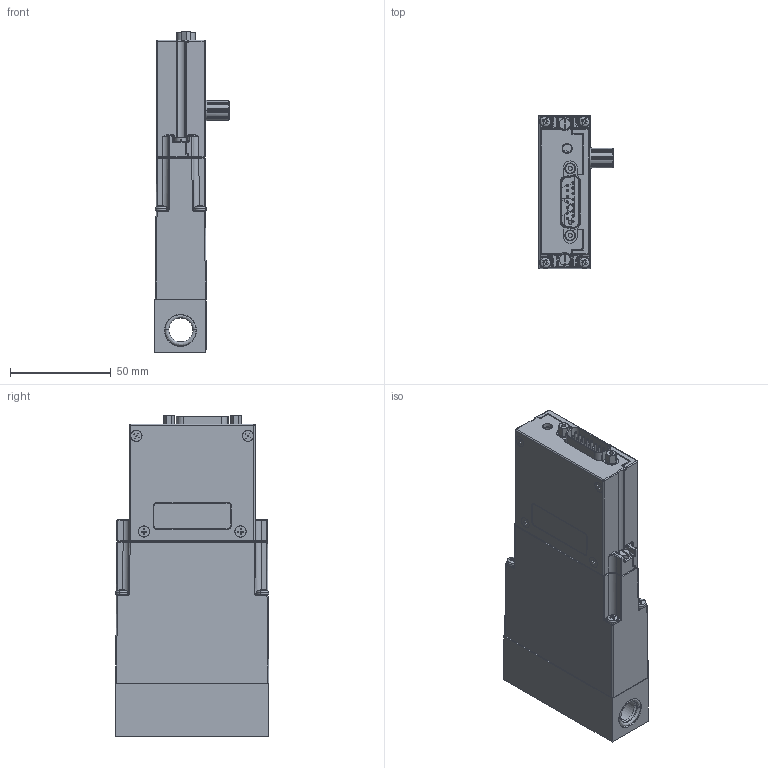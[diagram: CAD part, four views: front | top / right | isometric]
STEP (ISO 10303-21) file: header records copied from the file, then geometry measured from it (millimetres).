
FILE_DESCRIPTION (( 'STEP AP203' ), '1' );
FILE_NAME ('4850AB-B1-2.STEP', '2018-12-19T19:15:35', ( '' ), ( '' ), 'SwSTEP 2.0', 'SolidWorks 2017', '' );
FILE_SCHEMA (( 'CONFIG_CONTROL_DESIGN' ));
Length unit declared in the file: inch
Products named in the file (1): 4850AB-B1-2
Bounding box: 36.94 x 76.37 x 160.15 mm (x, y, z)
Surface area: 47435.2 mm2 (no closed solid volume)
Topology: 0 solids, 44 shells, 769 faces, 2566 edges, 1777 vertices
Faces by surface type: cylinder 281, plane 270, bspline 140, cone 40, torus 38
Entity records: 33599 total; most frequent: CARTESIAN_POINT 12560, ORIENTED_EDGE 4167, DIRECTION 4143, EDGE_CURVE 2534, VERTEX_POINT 1777, AXIS2_PLACEMENT_3D 1510, LINE 1123, VECTOR 1123
